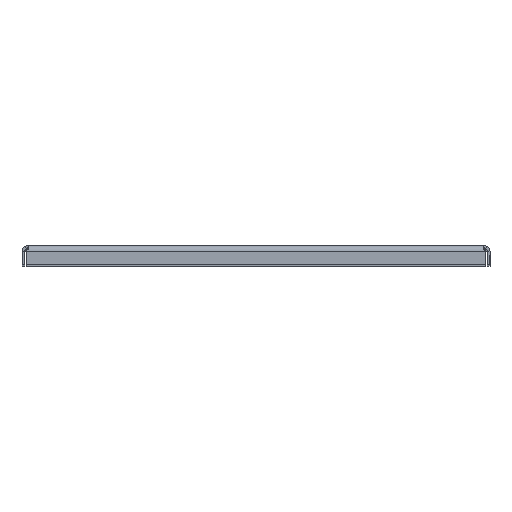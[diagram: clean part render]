
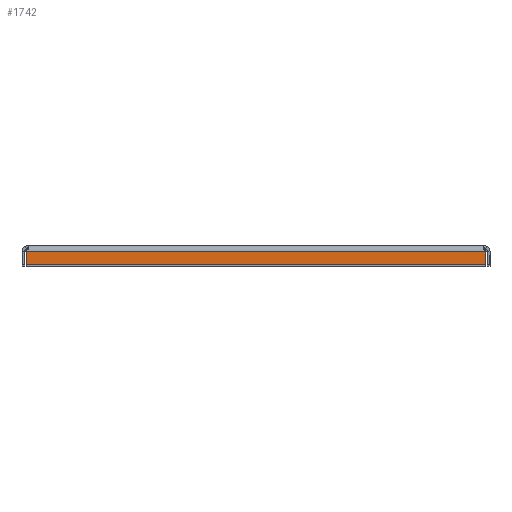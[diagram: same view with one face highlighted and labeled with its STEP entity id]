
A CAD part, top view. The second image highlights one B-rep face of the part: STEP entity #1742.
In plain terms, the highlighted planar face has unit normal (0, 0, 1).
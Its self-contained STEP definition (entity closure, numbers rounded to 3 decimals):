
#12 = CARTESIAN_POINT ( 'NONE',  ( -121.346, 0.846, 275. ) ) ;
#35 = EDGE_CURVE ( 'NONE', #1686, #2045, #1363, .T. ) ;
#57 = EDGE_CURVE ( 'NONE', #3422, #1388, #494, .T. ) ;
#123 = EDGE_LOOP ( 'NONE', ( #186, #1823, #3209, #773 ) ) ;
#186 = ORIENTED_EDGE ( 'NONE', *, *, #395, .F. ) ;
#395 = EDGE_CURVE ( 'NONE', #3422, #1686, #3024, .T. ) ;
#494 = LINE ( 'NONE', #3217, #1622 ) ;
#518 = DIRECTION ( 'NONE',  ( 0., 0., 1. ) ) ;
#607 = LINE ( 'NONE', #12, #3197 ) ;
#773 = ORIENTED_EDGE ( 'NONE', *, *, #35, .F. ) ;
#785 = FACE_OUTER_BOUND ( 'NONE', #123, .T. ) ;
#1162 = DIRECTION ( 'NONE',  ( -1., 0., 0. ) ) ;
#1257 = CARTESIAN_POINT ( 'NONE',  ( 121.346, 0.846, 275. ) ) ;
#1283 = CARTESIAN_POINT ( 'NONE',  ( 121.346, -10., 275. ) ) ;
#1363 = LINE ( 'NONE', #1674, #2812 ) ;
#1388 = VERTEX_POINT ( 'NONE', #3658 ) ;
#1515 = DIRECTION ( 'NONE',  ( 0., -1., 0. ) ) ;
#1622 = VECTOR ( 'NONE', #1162, 1000. ) ;
#1668 = EDGE_CURVE ( 'NONE', #2045, #1388, #607, .T. ) ;
#1674 = CARTESIAN_POINT ( 'NONE',  ( -121.346, -10., 275. ) ) ;
#1686 = VERTEX_POINT ( 'NONE', #1283 ) ;
#1714 = CARTESIAN_POINT ( 'NONE',  ( -121.346, -10., 275. ) ) ;
#1742 = ADVANCED_FACE ( 'NONE', ( #785 ), #2035, .T. ) ;
#1781 = CARTESIAN_POINT ( 'NONE',  ( 121.346, -3., 275. ) ) ;
#1823 = ORIENTED_EDGE ( 'NONE', *, *, #57, .T. ) ;
#1876 = VECTOR ( 'NONE', #1515, 1000. ) ;
#1990 = CARTESIAN_POINT ( 'NONE',  ( 0., 272.193, 275. ) ) ;
#2035 = PLANE ( 'NONE',  #3011 ) ;
#2045 = VERTEX_POINT ( 'NONE', #1714 ) ;
#2812 = VECTOR ( 'NONE', #3749, 1000. ) ;
#3006 = DIRECTION ( 'NONE',  ( 0., 1., 0. ) ) ;
#3011 = AXIS2_PLACEMENT_3D ( 'NONE', #1990, #518, #3540 ) ;
#3024 = LINE ( 'NONE', #1257, #1876 ) ;
#3197 = VECTOR ( 'NONE', #3006, 1000. ) ;
#3209 = ORIENTED_EDGE ( 'NONE', *, *, #1668, .F. ) ;
#3217 = CARTESIAN_POINT ( 'NONE',  ( 0., -3., 275. ) ) ;
#3422 = VERTEX_POINT ( 'NONE', #1781 ) ;
#3540 = DIRECTION ( 'NONE',  ( 0., -1., 0. ) ) ;
#3658 = CARTESIAN_POINT ( 'NONE',  ( -121.346, -3., 275. ) ) ;
#3749 = DIRECTION ( 'NONE',  ( -1., 0., 0. ) ) ;
